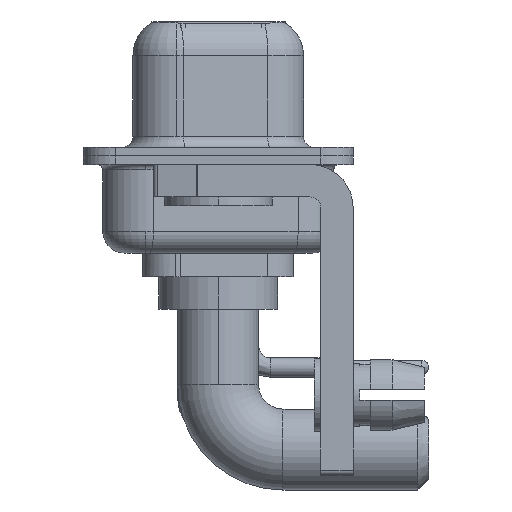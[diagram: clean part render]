
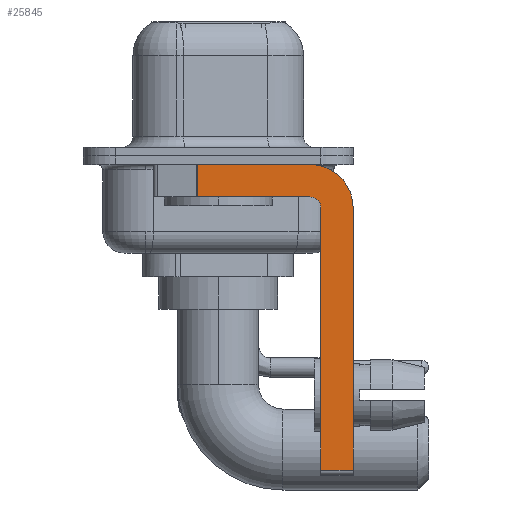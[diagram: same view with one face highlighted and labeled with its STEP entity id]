
A CAD part, left-side view. The second image highlights one B-rep face of the part: STEP entity #25845.
In plain terms, the highlighted planar face has unit normal (-1, 0, 0).
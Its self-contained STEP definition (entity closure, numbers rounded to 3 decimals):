
#101 = CARTESIAN_POINT ( 'NONE',  ( -2.9, -4.25, -2.4 ) ) ;
#290 = VERTEX_POINT ( 'NONE', #3963 ) ;
#338 = DIRECTION ( 'NONE',  ( 0., -1., 0. ) ) ;
#750 = CARTESIAN_POINT ( 'NONE',  ( -2.9, -4.25, -1.9 ) ) ;
#1327 = AXIS2_PLACEMENT_3D ( 'NONE', #8735, #21839, #11349 ) ;
#1632 = EDGE_CURVE ( 'NONE', #12827, #20338, #20277, .T. ) ;
#1719 = VECTOR ( 'NONE', #23583, 1000. ) ;
#2411 = CARTESIAN_POINT ( 'NONE',  ( -2.9, -4.25, -14.55 ) ) ;
#2431 = FACE_OUTER_BOUND ( 'NONE', #23766, .T. ) ;
#2739 = DIRECTION ( 'NONE',  ( 0., 0., 1. ) ) ;
#3939 = LINE ( 'NONE', #20739, #1719 ) ;
#3963 = CARTESIAN_POINT ( 'NONE',  ( -2.9, -4.75, -14.55 ) ) ;
#4182 = VERTEX_POINT ( 'NONE', #21364 ) ;
#4729 = LINE ( 'NONE', #2411, #20183 ) ;
#4795 = LINE ( 'NONE', #13162, #25452 ) ;
#5307 = ORIENTED_EDGE ( 'NONE', *, *, #24362, .F. ) ;
#6469 = DIRECTION ( 'NONE',  ( 0., -1., 0. ) ) ;
#6847 = AXIS2_PLACEMENT_3D ( 'NONE', #101, #10114, #20615 ) ;
#7293 = EDGE_CURVE ( 'NONE', #11564, #20338, #17796, .T. ) ;
#7386 = CARTESIAN_POINT ( 'NONE',  ( -2.9, -4.25, -0.4 ) ) ;
#8388 = EDGE_CURVE ( 'NONE', #12827, #19119, #19009, .T. ) ;
#8509 = VECTOR ( 'NONE', #26084, 1000. ) ;
#8724 = ORIENTED_EDGE ( 'NONE', *, *, #23099, .T. ) ;
#8735 = CARTESIAN_POINT ( 'NONE',  ( -2.9, -4.25, -2.4 ) ) ;
#9212 = ORIENTED_EDGE ( 'NONE', *, *, #7293, .F. ) ;
#9515 = CARTESIAN_POINT ( 'NONE',  ( -2.9, 0.978, -1.9 ) ) ;
#10114 = DIRECTION ( 'NONE',  ( -1., 0., 0. ) ) ;
#10415 = EDGE_CURVE ( 'NONE', #19119, #4182, #12613, .T. ) ;
#11043 = VERTEX_POINT ( 'NONE', #26800 ) ;
#11349 = DIRECTION ( 'NONE',  ( 0., 0., -1. ) ) ;
#11564 = VERTEX_POINT ( 'NONE', #12903 ) ;
#11713 = DIRECTION ( 'NONE',  ( 0., 0., -1. ) ) ;
#12309 = CARTESIAN_POINT ( 'NONE',  ( -2.9, -4.75, -2.4 ) ) ;
#12613 = CIRCLE ( 'NONE', #24957, 2. ) ;
#12827 = VERTEX_POINT ( 'NONE', #24461 ) ;
#12903 = CARTESIAN_POINT ( 'NONE',  ( -2.9, -4.25, -1.9 ) ) ;
#13035 = CARTESIAN_POINT ( 'NONE',  ( -2.9, -4.25, -2.4 ) ) ;
#13162 = CARTESIAN_POINT ( 'NONE',  ( -2.9, -4.75, -14.8 ) ) ;
#13188 = VECTOR ( 'NONE', #11713, 1000. ) ;
#13935 = ORIENTED_EDGE ( 'NONE', *, *, #10415, .F. ) ;
#14290 = VECTOR ( 'NONE', #6469, 1000. ) ;
#14471 = CARTESIAN_POINT ( 'NONE',  ( -2.9, 3., -0.4 ) ) ;
#15442 = ORIENTED_EDGE ( 'NONE', *, *, #8388, .F. ) ;
#17200 = DIRECTION ( 'NONE',  ( 0., 0., -1. ) ) ;
#17796 = LINE ( 'NONE', #750, #8509 ) ;
#18708 = CIRCLE ( 'NONE', #6847, 0.5 ) ;
#19009 = LINE ( 'NONE', #14471, #14290 ) ;
#19075 = ORIENTED_EDGE ( 'NONE', *, *, #1632, .T. ) ;
#19119 = VERTEX_POINT ( 'NONE', #7386 ) ;
#19675 = DIRECTION ( 'NONE',  ( 1., 0., 0. ) ) ;
#20183 = VECTOR ( 'NONE', #338, 1000. ) ;
#20277 = LINE ( 'NONE', #9515, #13188 ) ;
#20338 = VERTEX_POINT ( 'NONE', #23799 ) ;
#20615 = DIRECTION ( 'NONE',  ( 0., 0., 1. ) ) ;
#20739 = CARTESIAN_POINT ( 'NONE',  ( -2.9, -6.25, -2.4 ) ) ;
#21205 = EDGE_CURVE ( 'NONE', #25729, #11564, #18708, .T. ) ;
#21364 = CARTESIAN_POINT ( 'NONE',  ( -2.9, -6.25, -2.4 ) ) ;
#21839 = DIRECTION ( 'NONE',  ( 1., 0., 0. ) ) ;
#22595 = ORIENTED_EDGE ( 'NONE', *, *, #21205, .F. ) ;
#23099 = EDGE_CURVE ( 'NONE', #290, #11043, #4729, .T. ) ;
#23583 = DIRECTION ( 'NONE',  ( 0., 0., -1. ) ) ;
#23608 = ORIENTED_EDGE ( 'NONE', *, *, #24412, .F. ) ;
#23766 = EDGE_LOOP ( 'NONE', ( #15442, #19075, #9212, #22595, #5307, #8724, #23608, #13935 ) ) ;
#23799 = CARTESIAN_POINT ( 'NONE',  ( -2.9, 0.978, -1.9 ) ) ;
#23902 = PLANE ( 'NONE',  #1327 ) ;
#24362 = EDGE_CURVE ( 'NONE', #290, #25729, #4795, .T. ) ;
#24412 = EDGE_CURVE ( 'NONE', #4182, #11043, #3939, .T. ) ;
#24461 = CARTESIAN_POINT ( 'NONE',  ( -2.9, 0.978, -0.4 ) ) ;
#24957 = AXIS2_PLACEMENT_3D ( 'NONE', #13035, #19675, #17200 ) ;
#25452 = VECTOR ( 'NONE', #2739, 1000. ) ;
#25729 = VERTEX_POINT ( 'NONE', #12309 ) ;
#25845 = ADVANCED_FACE ( 'NONE', ( #2431 ), #23902, .F. ) ;
#26084 = DIRECTION ( 'NONE',  ( 0., 1., 0. ) ) ;
#26800 = CARTESIAN_POINT ( 'NONE',  ( -2.9, -6.25, -14.55 ) ) ;
